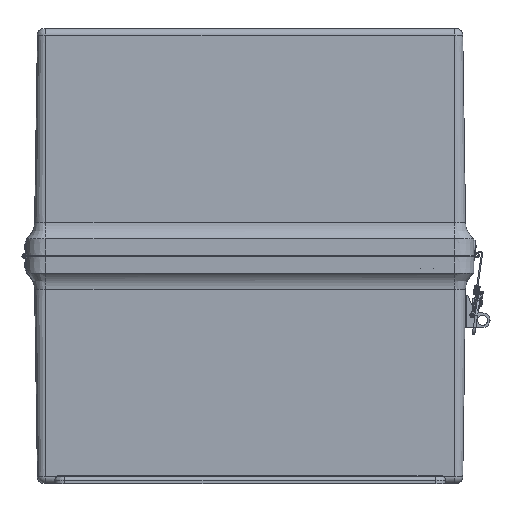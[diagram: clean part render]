
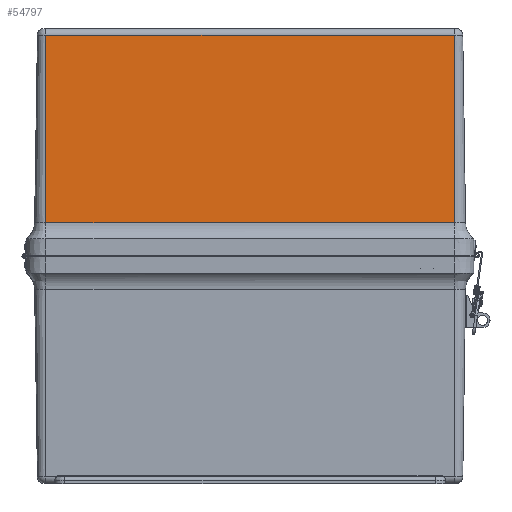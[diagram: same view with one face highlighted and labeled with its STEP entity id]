
A CAD part, front view. The second image highlights one B-rep face of the part: STEP entity #54797.
In plain terms, the highlighted planar face has unit normal (0, -1, 0.015).
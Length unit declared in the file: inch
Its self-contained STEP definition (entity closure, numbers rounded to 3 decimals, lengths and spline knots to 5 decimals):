
#1840 = DIRECTION ( 'NONE',  ( 1., 0., 0. ) ) ;
#2580 = ORIENTED_EDGE ( 'NONE', *, *, #40025, .T. ) ;
#6786 = LINE ( 'NONE', #19852, #45803 ) ;
#15033 = CARTESIAN_POINT ( 'NONE',  ( -7.7088, -9.13801, 1.28342 ) ) ;
#15948 = DIRECTION ( 'NONE',  ( 0., -0.015, -1. ) ) ;
#16574 = EDGE_CURVE ( 'NONE', #97982, #57392, #6786, .T. ) ;
#19202 = ORIENTED_EDGE ( 'NONE', *, *, #16574, .F. ) ;
#19852 = CARTESIAN_POINT ( 'NONE',  ( 3.85937, -9.03215, 8.37584 ) ) ;
#20051 = ORIENTED_EDGE ( 'NONE', *, *, #68056, .F. ) ;
#28098 = CARTESIAN_POINT ( 'NONE',  ( -7.71875, -9.13801, 1.28339 ) ) ;
#28179 = EDGE_CURVE ( 'NONE', #98499, #33084, #97484, .T. ) ;
#33084 = VERTEX_POINT ( 'NONE', #49409 ) ;
#34411 = CARTESIAN_POINT ( 'NONE',  ( -7.71875, -9.03215, 8.37584 ) ) ;
#34907 = LINE ( 'NONE', #40333, #98327 ) ;
#35959 = EDGE_CURVE ( 'NONE', #97982, #79532, #94293, .T. ) ;
#36531 = VECTOR ( 'NONE', #90760, 39.37008 ) ;
#38269 = VECTOR ( 'NONE', #15948, 39.37008 ) ;
#40025 = EDGE_CURVE ( 'NONE', #98499, #57392, #74568, .T. ) ;
#40333 = CARTESIAN_POINT ( 'NONE',  ( 7.71875, -9.13801, 1.28342 ) ) ;
#40620 = VECTOR ( 'NONE', #52152, 39.37008 ) ;
#43711 = AXIS2_PLACEMENT_3D ( 'NONE', #89909, #59270, #73871 ) ;
#45803 = VECTOR ( 'NONE', #82123, 39.37008 ) ;
#47446 = EDGE_CURVE ( 'NONE', #84605, #33084, #34907, .T. ) ;
#48045 = CARTESIAN_POINT ( 'NONE',  ( 7.71875, -9.13801, 1.28339 ) ) ;
#49409 = CARTESIAN_POINT ( 'NONE',  ( 7.7088, -9.13801, 1.28342 ) ) ;
#50034 = ORIENTED_EDGE ( 'NONE', *, *, #28179, .F. ) ;
#51654 = CARTESIAN_POINT ( 'NONE',  ( 7.7088, -9.13801, 1.28342 ) ) ;
#52152 = DIRECTION ( 'NONE',  ( 0., 0.015, 1. ) ) ;
#52933 = CARTESIAN_POINT ( 'NONE',  ( -7.71875, -9.13801, 1.28339 ) ) ;
#53449 = ORIENTED_EDGE ( 'NONE', *, *, #35959, .T. ) ;
#54797 = ADVANCED_FACE ( 'NONE', ( #69694 ), #96738, .T. ) ;
#57392 = VERTEX_POINT ( 'NONE', #87551 ) ;
#59136 = DIRECTION ( 'NONE',  ( -1., 0., -0.003 ) ) ;
#59270 = DIRECTION ( 'NONE',  ( 0., -1., 0.015 ) ) ;
#66321 = EDGE_LOOP ( 'NONE', ( #19202, #53449, #20051, #91098, #50034, #2580 ) ) ;
#68056 = EDGE_CURVE ( 'NONE', #84605, #79532, #92398, .T. ) ;
#69694 = FACE_OUTER_BOUND ( 'NONE', #66321, .T. ) ;
#73871 = DIRECTION ( 'NONE',  ( 0., 0.015, 1. ) ) ;
#74568 = LINE ( 'NONE', #75208, #40620 ) ;
#75208 = CARTESIAN_POINT ( 'NONE',  ( 7.71875, -9.15623, 0.06241 ) ) ;
#79532 = VERTEX_POINT ( 'NONE', #52933 ) ;
#82123 = DIRECTION ( 'NONE',  ( 1., 0., 0. ) ) ;
#84605 = VERTEX_POINT ( 'NONE', #15033 ) ;
#87551 = CARTESIAN_POINT ( 'NONE',  ( 7.71875, -9.03215, 8.37584 ) ) ;
#89909 = CARTESIAN_POINT ( 'NONE',  ( 7.71875, -9.15623, 0.06241 ) ) ;
#90760 = DIRECTION ( 'NONE',  ( -1., 0., 0.003 ) ) ;
#91098 = ORIENTED_EDGE ( 'NONE', *, *, #47446, .T. ) ;
#92398 = LINE ( 'NONE', #28098, #97281 ) ;
#94293 = LINE ( 'NONE', #100737, #38269 ) ;
#96738 = PLANE ( 'NONE',  #43711 ) ;
#97281 = VECTOR ( 'NONE', #59136, 39.37008 ) ;
#97484 = LINE ( 'NONE', #51654, #36531 ) ;
#97982 = VERTEX_POINT ( 'NONE', #34411 ) ;
#98327 = VECTOR ( 'NONE', #1840, 39.37008 ) ;
#98499 = VERTEX_POINT ( 'NONE', #48045 ) ;
#100737 = CARTESIAN_POINT ( 'NONE',  ( -7.71875, -9.15623, 0.06241 ) ) ;
